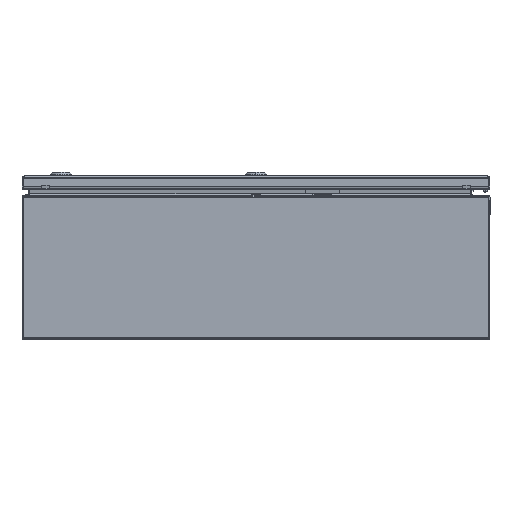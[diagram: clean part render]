
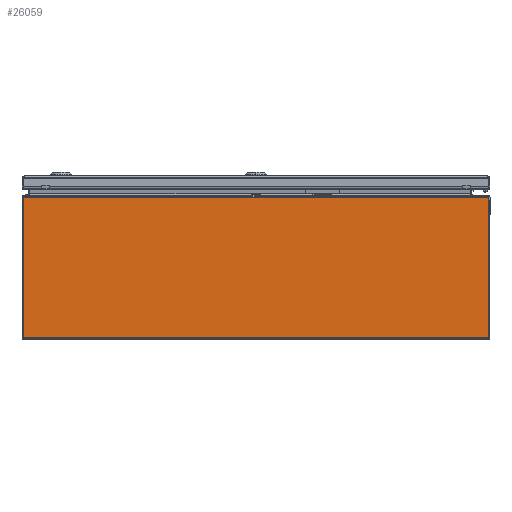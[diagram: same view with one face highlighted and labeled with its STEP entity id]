
A CAD part, front view. The second image highlights one B-rep face of the part: STEP entity #26059.
In plain terms, the highlighted planar face has unit normal (0, -1, 0).
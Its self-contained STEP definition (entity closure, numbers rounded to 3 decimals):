
#90 = VERTEX_POINT ( 'NONE', #26760 ) ;
#778 = DIRECTION ( 'NONE',  ( 0., 0., 1. ) ) ;
#3439 = VERTEX_POINT ( 'NONE', #10091 ) ;
#3741 = DIRECTION ( 'NONE',  ( -1., 0., 0. ) ) ;
#3980 = LINE ( 'NONE', #20811, #17302 ) ;
#4626 = VECTOR ( 'NONE', #21143, 1000. ) ;
#5521 = VERTEX_POINT ( 'NONE', #21277 ) ;
#5837 = CARTESIAN_POINT ( 'NONE',  ( 4100., -380., 3. ) ) ;
#6189 = CARTESIAN_POINT ( 'NONE',  ( 4100., -380., 185.7 ) ) ;
#7162 = ORIENTED_EDGE ( 'NONE', *, *, #18632, .T. ) ;
#10091 = CARTESIAN_POINT ( 'NONE',  ( -298.493, -380., 182.7 ) ) ;
#11519 = VECTOR ( 'NONE', #15878, 1000. ) ;
#12630 = EDGE_CURVE ( 'NONE', #5521, #90, #17151, .T. ) ;
#13568 = FACE_OUTER_BOUND ( 'NONE', #31755, .T. ) ;
#13603 = CARTESIAN_POINT ( 'NONE',  ( 298.493, -380., 185.7 ) ) ;
#14849 = ORIENTED_EDGE ( 'NONE', *, *, #29191, .F. ) ;
#15878 = DIRECTION ( 'NONE',  ( -1., 0., 0. ) ) ;
#16395 = LINE ( 'NONE', #17808, #21500 ) ;
#17151 = LINE ( 'NONE', #13603, #4626 ) ;
#17302 = VECTOR ( 'NONE', #778, 1000. ) ;
#17808 = CARTESIAN_POINT ( 'NONE',  ( 298.493, -380., 182.7 ) ) ;
#18122 = LINE ( 'NONE', #5837, #11519 ) ;
#18632 = EDGE_CURVE ( 'NONE', #5521, #3439, #16395, .T. ) ;
#18721 = DIRECTION ( 'NONE',  ( 0., 1., 0. ) ) ;
#19937 = CARTESIAN_POINT ( 'NONE',  ( -298.493, -380., 3. ) ) ;
#20811 = CARTESIAN_POINT ( 'NONE',  ( -298.493, -380., 185.7 ) ) ;
#21143 = DIRECTION ( 'NONE',  ( 0., 0., -1. ) ) ;
#21277 = CARTESIAN_POINT ( 'NONE',  ( 298.493, -380., 182.7 ) ) ;
#21440 = AXIS2_PLACEMENT_3D ( 'NONE', #6189, #18721, #3741 ) ;
#21500 = VECTOR ( 'NONE', #25298, 1000. ) ;
#23903 = VERTEX_POINT ( 'NONE', #19937 ) ;
#25298 = DIRECTION ( 'NONE',  ( -1., 0., 0. ) ) ;
#26059 = ADVANCED_FACE ( 'NONE', ( #13568 ), #26227, .F. ) ;
#26227 = PLANE ( 'NONE',  #21440 ) ;
#26491 = ORIENTED_EDGE ( 'NONE', *, *, #12630, .F. ) ;
#26760 = CARTESIAN_POINT ( 'NONE',  ( 298.493, -380., 3. ) ) ;
#27593 = EDGE_CURVE ( 'NONE', #90, #23903, #18122, .T. ) ;
#28261 = ORIENTED_EDGE ( 'NONE', *, *, #27593, .F. ) ;
#29191 = EDGE_CURVE ( 'NONE', #23903, #3439, #3980, .T. ) ;
#31755 = EDGE_LOOP ( 'NONE', ( #7162, #14849, #28261, #26491 ) ) ;
